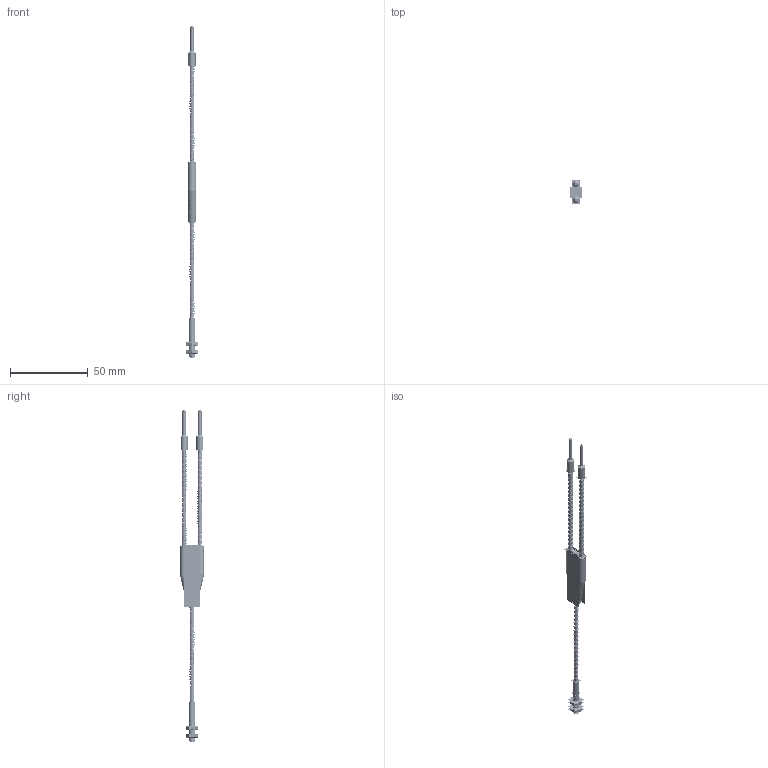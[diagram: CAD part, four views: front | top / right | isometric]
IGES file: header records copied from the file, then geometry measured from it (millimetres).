
Start section:  PTC IGES file: 193330.igs
Global section: file name: 193330.igs; native system: Creo Parametric by PTC Inc.; preprocessor: 2018300; author: pdmadmin; organization: Unknown; date: 20190614.102358; units: millimetre
Bounding box: 8.11 x 15.86 x 213.67 mm (x, y, z)
Volume: 2359.7 mm3; surface area: 43956.8 mm2
Topology: 9 solids, 9 shells, 898 faces, 4134 edges, 5042 vertices
Faces by surface type: bspline 548, revolution 350
